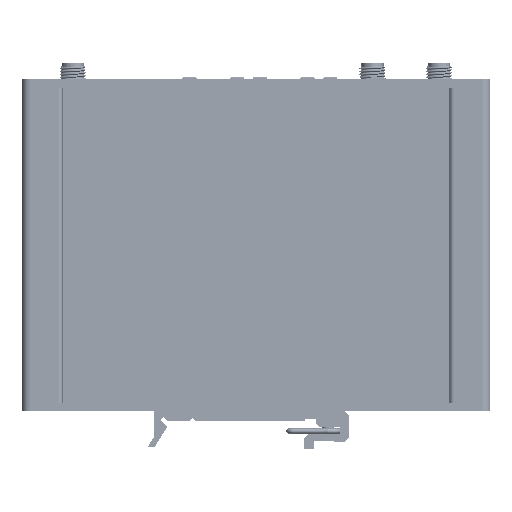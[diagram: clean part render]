
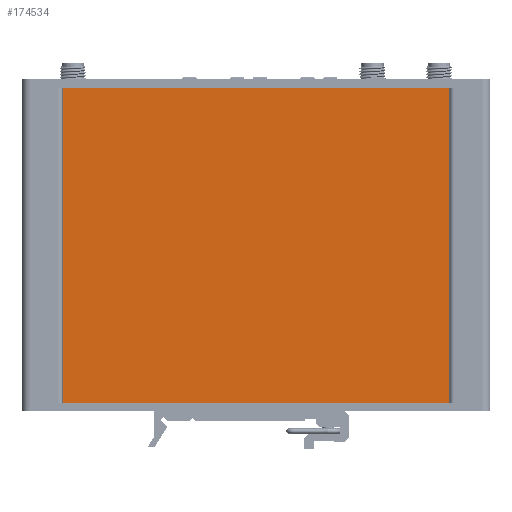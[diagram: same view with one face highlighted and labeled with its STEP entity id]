
A CAD part, front view. The second image highlights one B-rep face of the part: STEP entity #174534.
In plain terms, the highlighted planar face has unit normal (0, -1, 0).
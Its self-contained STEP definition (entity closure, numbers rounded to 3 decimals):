
#7126 = DIRECTION ( 'NONE',  ( 0., 1., 0. ) ) ;
#11290 = VECTOR ( 'NONE', #88485, 1000. ) ;
#16114 = VECTOR ( 'NONE', #170021, 1000. ) ;
#22851 = ORIENTED_EDGE ( 'NONE', *, *, #155679, .F. ) ;
#33485 = LINE ( 'NONE', #178544, #11290 ) ;
#35417 = VECTOR ( 'NONE', #42510, 1000. ) ;
#38181 = VERTEX_POINT ( 'NONE', #254298 ) ;
#42510 = DIRECTION ( 'NONE',  ( 1., 0., 0. ) ) ;
#47844 = EDGE_CURVE ( 'NONE', #204501, #59858, #33485, .T. ) ;
#58126 = VECTOR ( 'NONE', #110111, 1000. ) ;
#59858 = VERTEX_POINT ( 'NONE', #218581 ) ;
#74584 = EDGE_CURVE ( 'NONE', #204501, #112090, #94893, .T. ) ;
#78507 = CARTESIAN_POINT ( 'NONE',  ( -46.8, -20., 76.3 ) ) ;
#79006 = LINE ( 'NONE', #263921, #16114 ) ;
#88485 = DIRECTION ( 'NONE',  ( 1., 0., 0. ) ) ;
#90130 = CARTESIAN_POINT ( 'NONE',  ( -46.8, -20., 0. ) ) ;
#91373 = ORIENTED_EDGE ( 'NONE', *, *, #47844, .F. ) ;
#93301 = ORIENTED_EDGE ( 'NONE', *, *, #227191, .T. ) ;
#94893 = LINE ( 'NONE', #204130, #58126 ) ;
#99225 = DIRECTION ( 'NONE',  ( 0., 0., 1. ) ) ;
#110111 = DIRECTION ( 'NONE',  ( 0., 0., -1. ) ) ;
#112090 = VERTEX_POINT ( 'NONE', #196661 ) ;
#117654 = FACE_OUTER_BOUND ( 'NONE', #136733, .T. ) ;
#135556 = AXIS2_PLACEMENT_3D ( 'NONE', #78507, #7126, #99225 ) ;
#136733 = EDGE_LOOP ( 'NONE', ( #93301, #22851, #91373, #293842 ) ) ;
#155679 = EDGE_CURVE ( 'NONE', #59858, #38181, #79006, .T. ) ;
#170021 = DIRECTION ( 'NONE',  ( 0., 0., -1. ) ) ;
#174534 = ADVANCED_FACE ( 'NONE', ( #117654 ), #215957, .F. ) ;
#178544 = CARTESIAN_POINT ( 'NONE',  ( -46.8, -20., 76.3 ) ) ;
#196661 = CARTESIAN_POINT ( 'NONE',  ( -46.8, -20., 0. ) ) ;
#204130 = CARTESIAN_POINT ( 'NONE',  ( -46.8, -20., 76.3 ) ) ;
#204501 = VERTEX_POINT ( 'NONE', #216666 ) ;
#215957 = PLANE ( 'NONE',  #135556 ) ;
#216666 = CARTESIAN_POINT ( 'NONE',  ( -46.8, -20., 76.3 ) ) ;
#218581 = CARTESIAN_POINT ( 'NONE',  ( 46.8, -20., 76.3 ) ) ;
#224069 = LINE ( 'NONE', #90130, #35417 ) ;
#227191 = EDGE_CURVE ( 'NONE', #112090, #38181, #224069, .T. ) ;
#254298 = CARTESIAN_POINT ( 'NONE',  ( 46.8, -20., 0. ) ) ;
#263921 = CARTESIAN_POINT ( 'NONE',  ( 46.8, -20., 76.3 ) ) ;
#293842 = ORIENTED_EDGE ( 'NONE', *, *, #74584, .T. ) ;
